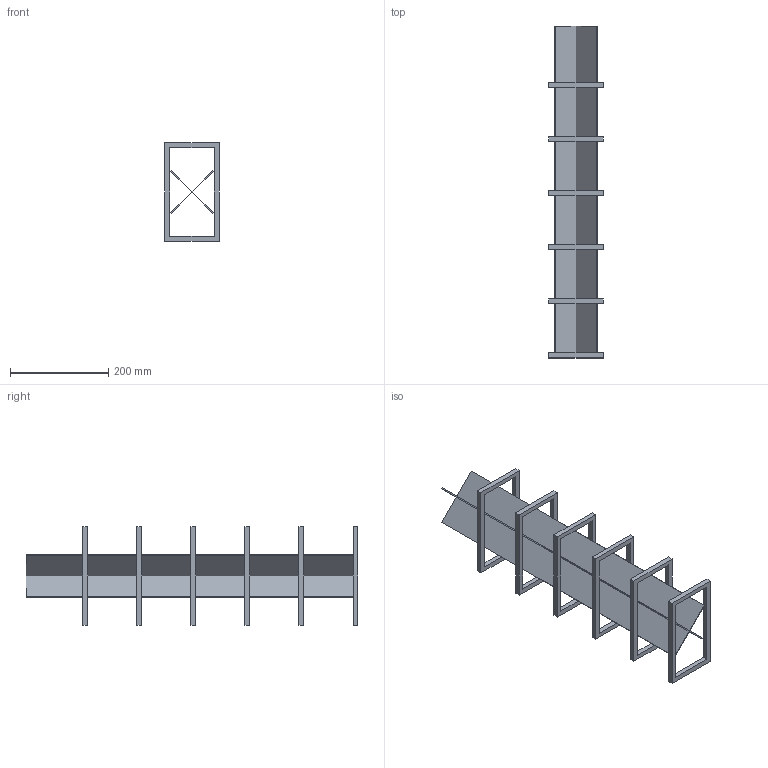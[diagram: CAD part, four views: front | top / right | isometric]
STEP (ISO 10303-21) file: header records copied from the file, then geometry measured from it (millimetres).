
FILE_DESCRIPTION(('Open CASCADE Model'),'2;1');
FILE_NAME('Open CASCADE Shape Model','2024-05-25T16:51:14',('Author'),( 'Open CASCADE'),'Open CASCADE STEP processor 7.7','Open CASCADE 7.7' ,'Unknown');
FILE_SCHEMA(('AUTOMOTIVE_DESIGN { 1 0 10303 214 1 1 1 1 }'));
Length unit declared in the file: millimetre
Products named in the file (8): Open CASCADE STEP translator 7.7 46; Open CASCADE STEP translator 7.7 46.1; Open CASCADE STEP translator 7.7 46.2; Open CASCADE STEP translator 7.7 46.3; Open CASCADE STEP translator 7.7 46.4; Open CASCADE STEP translator 7.7 46.5; Open CASCADE STEP translator 7.7 46.6; Open CASCADE STEP translator 7.7 46.7
Assembly tree (7 placements, depth 2):
  Open CASCADE STEP translator 7.7 46
    Open CASCADE STEP translator 7.7 46.1
    Open CASCADE STEP translator 7.7 46.2
    Open CASCADE STEP translator 7.7 46.3
    Open CASCADE STEP translator 7.7 46.4
    Open CASCADE STEP translator 7.7 46.5
    Open CASCADE STEP translator 7.7 46.6
    Open CASCADE STEP translator 7.7 46.7
Bounding box: 110 x 675 x 200 mm (x, y, z)
Volume: 666920 mm3; surface area: 461752 mm2
Topology: 7 solids, 7 shells, 74 faces, 180 edges, 120 vertices
Faces by surface type: plane 74
Entity records: 4604 total; most frequent: CARTESIAN_POINT 750, DIRECTION 696, LINE 532, VECTOR 532, ORIENTED_EDGE 360, PCURVE 360, DEFINITIONAL_REPRESENTATION 360, EDGE_CURVE 180
